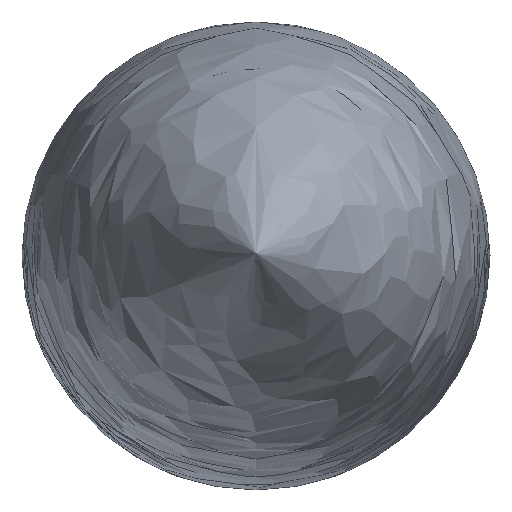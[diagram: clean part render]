
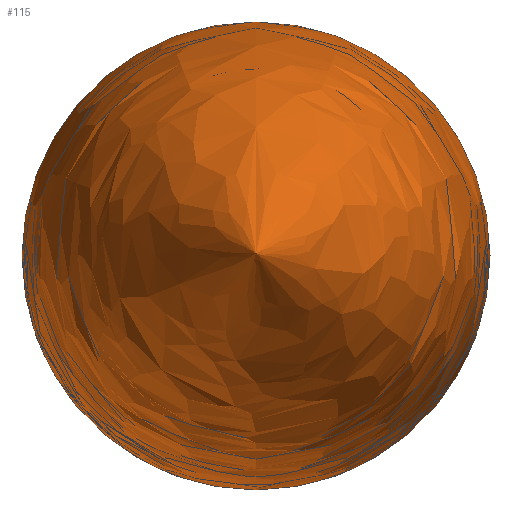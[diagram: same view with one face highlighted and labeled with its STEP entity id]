
A CAD part, top view. The second image highlights one B-rep face of the part: STEP entity #115.
In plain terms, the highlighted free-form (B-spline) face has degree [2, 2] with [3, 9] control points.
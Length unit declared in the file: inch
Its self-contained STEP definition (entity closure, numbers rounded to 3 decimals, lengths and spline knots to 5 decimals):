
#16=(
BOUNDED_CURVE()
B_SPLINE_CURVE(2,(#233,#234,#235),.UNSPECIFIED.,.F.,.F.)
B_SPLINE_CURVE_WITH_KNOTS((3,3),(0.,28.69459),.UNSPECIFIED.)
CURVE()
GEOMETRIC_REPRESENTATION_ITEM()
RATIONAL_B_SPLINE_CURVE((1.,3.,1.))
REPRESENTATION_ITEM('')
);
#17=(
BOUNDED_SURFACE()
B_SPLINE_SURFACE(2,2,((#204,#205,#206,#207,#208,#209,#210,#211,#212),(#213,
#214,#215,#216,#217,#218,#219,#220,#221),(#222,#223,#224,#225,#226,#227,
#228,#229,#230)),.UNSPECIFIED.,.F.,.T.,.F.)
B_SPLINE_SURFACE_WITH_KNOTS((3,3),(3,2,2,2,3),(0.,28.69459),(0.,
1.5708,3.14159,4.71239,6.28319),
 .UNSPECIFIED.)
GEOMETRIC_REPRESENTATION_ITEM()
RATIONAL_B_SPLINE_SURFACE(((1.,0.707,1.,0.707,1.,
0.707,1.,0.707,1.),(3.,2.121,3.,2.121,
3.,2.121,3.,2.121,3.),(1.,0.707,1.,0.707,
1.,0.707,1.,0.707,1.)))
REPRESENTATION_ITEM('')
SURFACE()
);
#27=FACE_OUTER_BOUND('',#34,.T.);
#34=EDGE_LOOP('',(#103,#104,#105));
#55=CIRCLE('',#142,1.775);
#64=VERTEX_POINT('',#231);
#65=VERTEX_POINT('',#232);
#78=EDGE_CURVE('',#64,#65,#16,.T.);
#79=EDGE_CURVE('',#64,#64,#55,.T.);
#103=ORIENTED_EDGE('',*,*,#78,.T.);
#104=ORIENTED_EDGE('',*,*,#78,.F.);
#105=ORIENTED_EDGE('',*,*,#79,.F.);
#115=ADVANCED_FACE('',(#27),#17,.T.);
#142=AXIS2_PLACEMENT_3D('',#236,#174,#175);
#174=DIRECTION('center_axis',(0.,0.,-1.));
#175=DIRECTION('ref_axis',(1.,0.,0.));
#204=CARTESIAN_POINT('Ctrl Pts',(0.,1.775,0.));
#205=CARTESIAN_POINT('Ctrl Pts',(1.775,1.775,0.));
#206=CARTESIAN_POINT('Ctrl Pts',(1.775,0.,0.));
#207=CARTESIAN_POINT('Ctrl Pts',(1.775,-1.775,0.));
#208=CARTESIAN_POINT('Ctrl Pts',(0.,-1.775,0.));
#209=CARTESIAN_POINT('Ctrl Pts',(-1.775,-1.775,0.));
#210=CARTESIAN_POINT('Ctrl Pts',(-1.775,0.,0.));
#211=CARTESIAN_POINT('Ctrl Pts',(-1.775,1.775,0.));
#212=CARTESIAN_POINT('Ctrl Pts',(0.,1.775,0.));
#213=CARTESIAN_POINT('Ctrl Pts',(0.,1.775,7.55149));
#214=CARTESIAN_POINT('Ctrl Pts',(1.775,1.775,7.55149));
#215=CARTESIAN_POINT('Ctrl Pts',(1.775,0.,7.55149));
#216=CARTESIAN_POINT('Ctrl Pts',(1.775,-1.775,7.55149));
#217=CARTESIAN_POINT('Ctrl Pts',(0.,-1.775,7.55149));
#218=CARTESIAN_POINT('Ctrl Pts',(-1.775,-1.775,7.55149));
#219=CARTESIAN_POINT('Ctrl Pts',(-1.775,0.,7.55149));
#220=CARTESIAN_POINT('Ctrl Pts',(-1.775,1.775,7.55149));
#221=CARTESIAN_POINT('Ctrl Pts',(0.,1.775,7.55149));
#222=CARTESIAN_POINT('Ctrl Pts',(0.,0.,11.));
#223=CARTESIAN_POINT('Ctrl Pts',(0.,0.,11.));
#224=CARTESIAN_POINT('Ctrl Pts',(0.,0.,11.));
#225=CARTESIAN_POINT('Ctrl Pts',(0.,0.,11.));
#226=CARTESIAN_POINT('Ctrl Pts',(0.,0.,11.));
#227=CARTESIAN_POINT('Ctrl Pts',(0.,0.,11.));
#228=CARTESIAN_POINT('Ctrl Pts',(0.,0.,11.));
#229=CARTESIAN_POINT('Ctrl Pts',(0.,0.,11.));
#230=CARTESIAN_POINT('Ctrl Pts',(0.,0.,11.));
#231=CARTESIAN_POINT('',(0.,1.775,0.));
#232=CARTESIAN_POINT('',(0.,0.,11.));
#233=CARTESIAN_POINT('Ctrl Pts',(0.,1.775,0.));
#234=CARTESIAN_POINT('Ctrl Pts',(0.,1.775,7.55149));
#235=CARTESIAN_POINT('Ctrl Pts',(0.,0.,11.));
#236=CARTESIAN_POINT('Origin',(0.,0.,0.));
